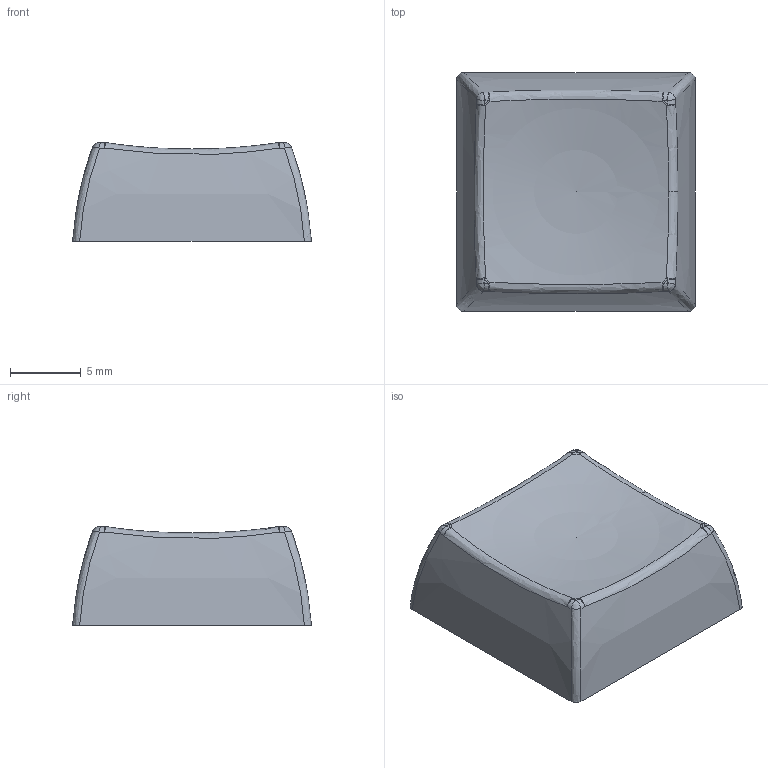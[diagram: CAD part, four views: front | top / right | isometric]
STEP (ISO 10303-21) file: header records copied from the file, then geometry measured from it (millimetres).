
FILE_DESCRIPTION(('FreeCAD Model'),'2;1');
FILE_NAME('Open CASCADE Shape Model','2023-11-17T17:28:21',(''),(''), 'Open CASCADE STEP processor 7.7','FreeCAD','Unknown');
FILE_SCHEMA(('AUTOMOTIVE_DESIGN { 1 0 10303 214 1 1 1 1 }'));
Length unit declared in the file: millimetre
Products named in the file (1): BaseKey
Bounding box: 16.9 x 16.9 x 7 mm (x, y, z)
Volume: 820.9 mm3; surface area: 1268.6 mm2
Topology: 1 solids, 1 shells, 90 faces, 213 edges, 115 vertices
Faces by surface type: bspline 41, plane 24, cylinder 20, sphere 5
Entity records: 4283 total; most frequent: CARTESIAN_POINT 2639, ORIENTED_EDGE 400, DIRECTION 242, EDGE_CURVE 200, VERTEX_POINT 115, FACE_BOUND 93, EDGE_LOOP 93, ADVANCED_FACE 90
